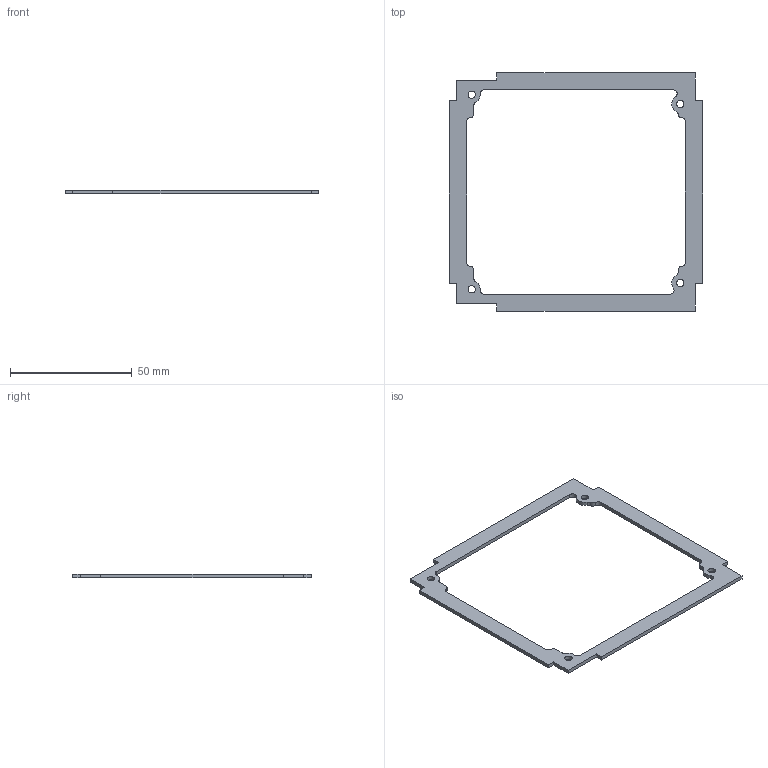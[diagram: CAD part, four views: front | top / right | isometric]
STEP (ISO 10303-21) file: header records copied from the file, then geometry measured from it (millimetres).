
FILE_DESCRIPTION(/* description */ (''),/* implementation_level */ '2;1');
FILE_NAME(/* name */ 'PC104 Holder (x4).step',/* time_stamp */ '2022-01-11T16:23:45-08:00',/* author */ (''),/* organization */ (''),/* preprocessor_version */ 'ST-DEVELOPER v18.1',/* originating_system */ 'Autodesk Translation Framework v10.10.0.1391',/* authorisation */ '');
FILE_SCHEMA (('AUTOMOTIVE_DESIGN { 1 0 10303 214 3 1 1 }'));
Length unit declared in the file: millimetre
Products named in the file (1): PC104 Holder (x4)
Bounding box: 104 x 98 x 1.6 mm (x, y, z)
Volume: 4098.8 mm3; surface area: 6369.8 mm2
Topology: 1 solids, 1 shells, 49 faces, 141 edges, 94 vertices
Faces by surface type: plane 25, cylinder 24
Full cylindrical faces by diameter (mm): 3 x4
Entity records: 1683 total; most frequent: DIRECTION 289, CARTESIAN_POINT 285, ORIENTED_EDGE 282, EDGE_CURVE 141, AXIS2_PLACEMENT_3D 98, VERTEX_POINT 94, LINE 93, VECTOR 93
